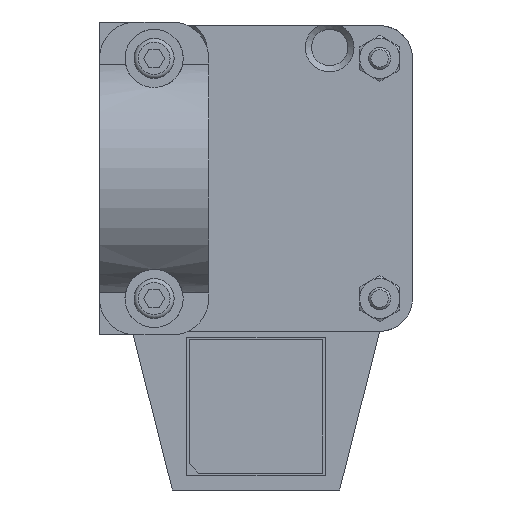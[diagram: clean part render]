
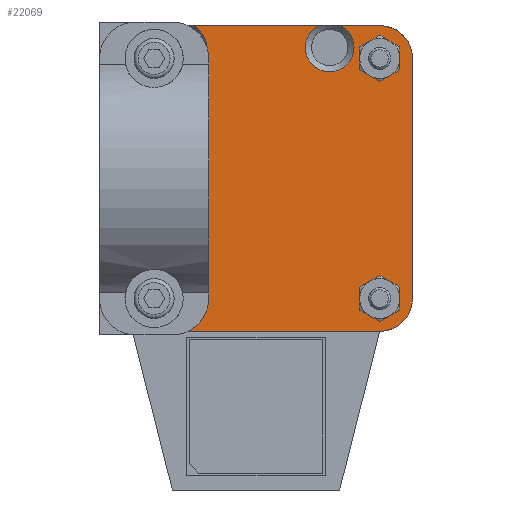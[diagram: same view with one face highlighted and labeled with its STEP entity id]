
A CAD part, front view. The second image highlights one B-rep face of the part: STEP entity #22069.
In plain terms, the highlighted planar face has unit normal (0, -1, 0).
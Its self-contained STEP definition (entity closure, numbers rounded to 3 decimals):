
#600=FACE_BOUND('',#7967,.T.);
#601=FACE_BOUND('',#7968,.T.);
#602=FACE_BOUND('',#7969,.T.);
#603=FACE_BOUND('',#7970,.T.);
#3010=LINE('',#37755,#5334);
#3011=LINE('',#37760,#5335);
#3013=LINE('',#37762,#5337);
#3055=LINE('',#37874,#5379);
#3056=LINE('',#37876,#5380);
#3057=LINE('',#37878,#5381);
#5334=VECTOR('',#30077,10.);
#5335=VECTOR('',#30078,10.);
#5337=VECTOR('',#30080,10.);
#5379=VECTOR('',#30200,10.);
#5380=VECTOR('',#30203,10.);
#5381=VECTOR('',#30206,10.);
#6663=FACE_OUTER_BOUND('',#7966,.T.);
#7966=EDGE_LOOP('',(#19293,#19294,#19295,#19296,#19297,#19298,#19299,#19300,
#19301,#19302,#19303,#19304,#19305,#19306));
#7967=EDGE_LOOP('',(#19307));
#7968=EDGE_LOOP('',(#19308));
#7969=EDGE_LOOP('',(#19309));
#7970=EDGE_LOOP('',(#19310));
#8635=CIRCLE('',#24332,4.5);
#8638=CIRCLE('',#24337,4.5);
#8641=CIRCLE('',#24341,3.35);
#8642=CIRCLE('',#24342,3.35);
#8644=CIRCLE('',#24346,3.35);
#8645=CIRCLE('',#24347,3.35);
#8651=CIRCLE('',#24371,4.5);
#8652=CIRCLE('',#24373,4.5);
#8653=CIRCLE('',#24375,1.6);
#8654=CIRCLE('',#24377,1.6);
#8655=CIRCLE('',#24379,1.6);
#8656=CIRCLE('',#24381,1.6);
#10488=VERTEX_POINT('',#37715);
#10489=VERTEX_POINT('',#37717);
#10495=VERTEX_POINT('',#37733);
#10496=VERTEX_POINT('',#37735);
#10499=VERTEX_POINT('',#37744);
#10500=VERTEX_POINT('',#37746);
#10501=VERTEX_POINT('',#37748);
#10502=VERTEX_POINT('',#37754);
#10503=VERTEX_POINT('',#37756);
#10505=VERTEX_POINT('',#37766);
#10527=VERTEX_POINT('',#37845);
#10528=VERTEX_POINT('',#37847);
#10529=VERTEX_POINT('',#37852);
#10530=VERTEX_POINT('',#37854);
#10531=VERTEX_POINT('',#37858);
#10532=VERTEX_POINT('',#37862);
#10533=VERTEX_POINT('',#37866);
#10534=VERTEX_POINT('',#37870);
#13408=EDGE_CURVE('',#10488,#10489,#8635,.T.);
#13417=EDGE_CURVE('',#10495,#10496,#8638,.T.);
#13423=EDGE_CURVE('',#10499,#10500,#8641,.T.);
#13425=EDGE_CURVE('',#10501,#10499,#8642,.T.);
#13426=EDGE_CURVE('',#10500,#10502,#3010,.T.);
#13428=EDGE_CURVE('',#10503,#10495,#3011,.T.);
#13430=EDGE_CURVE('',#10489,#10501,#3013,.T.);
#13433=EDGE_CURVE('',#10505,#10503,#8644,.T.);
#13434=EDGE_CURVE('',#10502,#10505,#8645,.T.);
#13472=EDGE_CURVE('',#10527,#10528,#8651,.T.);
#13476=EDGE_CURVE('',#10529,#10530,#8652,.T.);
#13479=EDGE_CURVE('',#10531,#10531,#8653,.T.);
#13481=EDGE_CURVE('',#10532,#10532,#8654,.T.);
#13483=EDGE_CURVE('',#10533,#10533,#8655,.T.);
#13485=EDGE_CURVE('',#10534,#10534,#8656,.T.);
#13486=EDGE_CURVE('',#10528,#10488,#3055,.T.);
#13487=EDGE_CURVE('',#10530,#10527,#3056,.T.);
#13488=EDGE_CURVE('',#10529,#10496,#3057,.T.);
#19293=ORIENTED_EDGE('',*,*,#13425,.F.);
#19294=ORIENTED_EDGE('',*,*,#13430,.F.);
#19295=ORIENTED_EDGE('',*,*,#13408,.F.);
#19296=ORIENTED_EDGE('',*,*,#13486,.F.);
#19297=ORIENTED_EDGE('',*,*,#13472,.F.);
#19298=ORIENTED_EDGE('',*,*,#13487,.F.);
#19299=ORIENTED_EDGE('',*,*,#13476,.F.);
#19300=ORIENTED_EDGE('',*,*,#13488,.T.);
#19301=ORIENTED_EDGE('',*,*,#13417,.F.);
#19302=ORIENTED_EDGE('',*,*,#13428,.F.);
#19303=ORIENTED_EDGE('',*,*,#13433,.F.);
#19304=ORIENTED_EDGE('',*,*,#13434,.F.);
#19305=ORIENTED_EDGE('',*,*,#13426,.F.);
#19306=ORIENTED_EDGE('',*,*,#13423,.F.);
#19307=ORIENTED_EDGE('',*,*,#13485,.F.);
#19308=ORIENTED_EDGE('',*,*,#13483,.F.);
#19309=ORIENTED_EDGE('',*,*,#13481,.F.);
#19310=ORIENTED_EDGE('',*,*,#13479,.F.);
#20568=PLANE('',#24385);
#22069=ADVANCED_FACE('',(#6663,#600,#601,#602,#603),#20568,.F.);
#24332=AXIS2_PLACEMENT_3D('',#37718,#30044,#30045);
#24337=AXIS2_PLACEMENT_3D('',#37736,#30060,#30061);
#24341=AXIS2_PLACEMENT_3D('',#37747,#30071,#30072);
#24342=AXIS2_PLACEMENT_3D('',#37752,#30073,#30074);
#24346=AXIS2_PLACEMENT_3D('',#37768,#30086,#30087);
#24347=AXIS2_PLACEMENT_3D('',#37769,#30088,#30089);
#24371=AXIS2_PLACEMENT_3D('',#37848,#30168,#30169);
#24373=AXIS2_PLACEMENT_3D('',#37855,#30175,#30176);
#24375=AXIS2_PLACEMENT_3D('',#37860,#30181,#30182);
#24377=AXIS2_PLACEMENT_3D('',#37864,#30186,#30187);
#24379=AXIS2_PLACEMENT_3D('',#37868,#30191,#30192);
#24381=AXIS2_PLACEMENT_3D('',#37872,#30196,#30197);
#24385=AXIS2_PLACEMENT_3D('',#37879,#30207,#30208);
#30044=DIRECTION('center_axis',(0.,1.,0.));
#30045=DIRECTION('ref_axis',(1.,0.,0.));
#30060=DIRECTION('center_axis',(0.,1.,0.));
#30061=DIRECTION('ref_axis',(1.,0.,0.));
#30071=DIRECTION('center_axis',(0.,-1.,0.));
#30072=DIRECTION('ref_axis',(1.,0.,0.));
#30073=DIRECTION('center_axis',(0.,-1.,0.));
#30074=DIRECTION('ref_axis',(1.,0.,0.));
#30077=DIRECTION('',(-1.,0.,0.));
#30078=DIRECTION('',(-1.,0.,0.));
#30080=DIRECTION('',(-1.,0.,0.));
#30086=DIRECTION('center_axis',(0.,-1.,0.));
#30087=DIRECTION('ref_axis',(1.,0.,0.));
#30088=DIRECTION('center_axis',(0.,-1.,0.));
#30089=DIRECTION('ref_axis',(1.,0.,0.));
#30168=DIRECTION('center_axis',(0.,1.,0.));
#30169=DIRECTION('ref_axis',(1.,0.,0.));
#30175=DIRECTION('center_axis',(0.,1.,0.));
#30176=DIRECTION('ref_axis',(1.,0.,0.));
#30181=DIRECTION('center_axis',(0.,-1.,0.));
#30182=DIRECTION('ref_axis',(1.,0.,0.));
#30186=DIRECTION('center_axis',(0.,-1.,0.));
#30187=DIRECTION('ref_axis',(1.,0.,0.));
#30191=DIRECTION('center_axis',(0.,-1.,0.));
#30192=DIRECTION('ref_axis',(1.,0.,0.));
#30196=DIRECTION('center_axis',(0.,-1.,0.));
#30197=DIRECTION('ref_axis',(1.,0.,0.));
#30200=DIRECTION('',(0.,0.,-1.));
#30203=DIRECTION('',(1.,0.,0.));
#30206=DIRECTION('',(0.,0.,-1.));
#30207=DIRECTION('center_axis',(0.,1.,0.));
#30208=DIRECTION('ref_axis',(1.,0.,0.));
#37715=CARTESIAN_POINT('',(65.683,0.,-59.427));
#37717=CARTESIAN_POINT('',(61.183,0.,-63.927));
#37718=CARTESIAN_POINT('Origin',(61.183,0.,-59.427));
#37733=CARTESIAN_POINT('',(27.183,0.,-63.927));
#37735=CARTESIAN_POINT('',(22.683,0.,-59.427));
#37736=CARTESIAN_POINT('Origin',(27.183,0.,-59.427));
#37744=CARTESIAN_POINT('',(50.958,0.,-60.927));
#37746=CARTESIAN_POINT('',(52.817,0.,-63.927));
#37747=CARTESIAN_POINT('Origin',(54.308,0.,-60.927));
#37748=CARTESIAN_POINT('',(55.799,0.,-63.927));
#37752=CARTESIAN_POINT('Origin',(54.308,0.,-60.927));
#37754=CARTESIAN_POINT('',(35.549,0.,-63.927));
#37755=CARTESIAN_POINT('',(58.808,0.,-63.927));
#37756=CARTESIAN_POINT('',(32.567,0.,-63.927));
#37760=CARTESIAN_POINT('',(58.808,0.,-63.927));
#37762=CARTESIAN_POINT('',(58.808,0.,-63.927));
#37766=CARTESIAN_POINT('',(30.708,0.,-60.927));
#37768=CARTESIAN_POINT('Origin',(34.058,0.,-60.927));
#37769=CARTESIAN_POINT('Origin',(34.058,0.,-60.927));
#37845=CARTESIAN_POINT('',(61.183,0.,-21.927));
#37847=CARTESIAN_POINT('',(65.683,0.,-26.427));
#37848=CARTESIAN_POINT('Origin',(61.183,0.,-26.427));
#37852=CARTESIAN_POINT('',(22.683,0.,-26.427));
#37854=CARTESIAN_POINT('',(27.183,0.,-21.927));
#37855=CARTESIAN_POINT('Origin',(27.183,0.,-26.427));
#37858=CARTESIAN_POINT('',(25.583,0.,-59.427));
#37860=CARTESIAN_POINT('Origin',(27.183,0.,-59.427));
#37862=CARTESIAN_POINT('',(59.583,0.,-26.427));
#37864=CARTESIAN_POINT('Origin',(61.183,0.,-26.427));
#37866=CARTESIAN_POINT('',(25.583,0.,-26.427));
#37868=CARTESIAN_POINT('Origin',(27.183,0.,-26.427));
#37870=CARTESIAN_POINT('',(59.583,0.,-59.427));
#37872=CARTESIAN_POINT('Origin',(61.183,0.,-59.427));
#37874=CARTESIAN_POINT('',(65.683,0.,-26.427));
#37876=CARTESIAN_POINT('',(27.183,0.,-21.927));
#37878=CARTESIAN_POINT('',(22.683,0.,-26.427));
#37879=CARTESIAN_POINT('Origin',(44.183,0.,-42.927));
